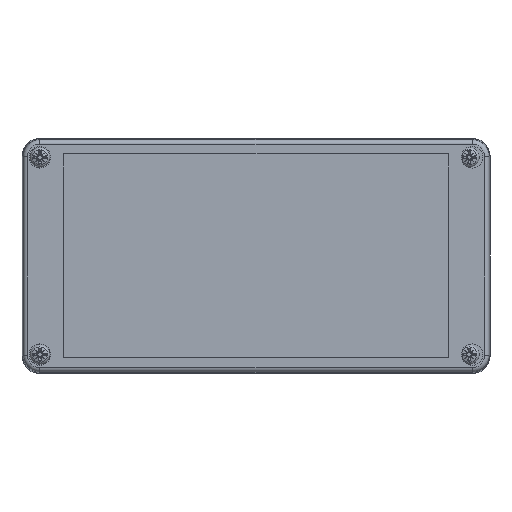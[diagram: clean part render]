
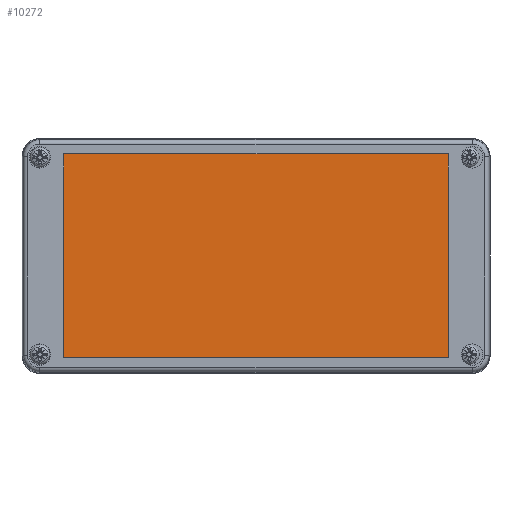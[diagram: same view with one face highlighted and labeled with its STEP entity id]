
A CAD part, top view. The second image highlights one B-rep face of the part: STEP entity #10272.
In plain terms, the highlighted face is planar.
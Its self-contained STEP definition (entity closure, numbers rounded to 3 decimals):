
#10142=CARTESIAN_POINT('',(66.292,35.142,-14.1));
#10143=VERTEX_POINT('',#10142);
#10144=CARTESIAN_POINT('',(66.292,-35.142,-14.1));
#10145=VERTEX_POINT('',#10144);
#10146=CARTESIAN_POINT('',(66.292,35.142,-14.1));
#10147=DIRECTION('',(0.0,-1.0,0.0));
#10148=VECTOR('',#10147,70.284);
#10149=LINE('',#10146,#10148);
#10150=EDGE_CURVE('',#10143,#10145,#10149,.T.);
#10182=CARTESIAN_POINT('',(-66.292,-35.142,-14.1));
#10183=VERTEX_POINT('',#10182);
#10184=CARTESIAN_POINT('',(66.292,-35.142,-14.1));
#10185=DIRECTION('',(-1.0,0.0,0.0));
#10186=VECTOR('',#10185,132.584);
#10187=LINE('',#10184,#10186);
#10188=EDGE_CURVE('',#10145,#10183,#10187,.T.);
#10213=CARTESIAN_POINT('',(-66.292,35.142,-14.1));
#10214=VERTEX_POINT('',#10213);
#10215=CARTESIAN_POINT('',(-66.292,-35.142,-14.1));
#10216=DIRECTION('',(0.0,1.0,0.0));
#10217=VECTOR('',#10216,70.284);
#10218=LINE('',#10215,#10217);
#10219=EDGE_CURVE('',#10183,#10214,#10218,.T.);
#10244=CARTESIAN_POINT('',(-66.292,35.142,-14.1));
#10245=DIRECTION('',(1.0,0.0,0.0));
#10246=VECTOR('',#10245,132.584);
#10247=LINE('',#10244,#10246);
#10248=EDGE_CURVE('',#10214,#10143,#10247,.T.);
#10261=CARTESIAN_POINT('',(0.,0.,-14.1));
#10262=DIRECTION('',(0.0,0.0,1.0));
#10263=DIRECTION('',(1.0,0.0,0.0));
#10264=AXIS2_PLACEMENT_3D('',#10261,#10262,#10263);
#10265=PLANE('',#10264);
#10266=ORIENTED_EDGE('',*,*,#10150,.T.);
#10267=ORIENTED_EDGE('',*,*,#10188,.T.);
#10268=ORIENTED_EDGE('',*,*,#10219,.T.);
#10269=ORIENTED_EDGE('',*,*,#10248,.T.);
#10270=EDGE_LOOP('',(#10266,#10267,#10268,#10269));
#10271=FACE_OUTER_BOUND('',#10270,.T.);
#10272=ADVANCED_FACE('',(#10271),#10265,.F.);
